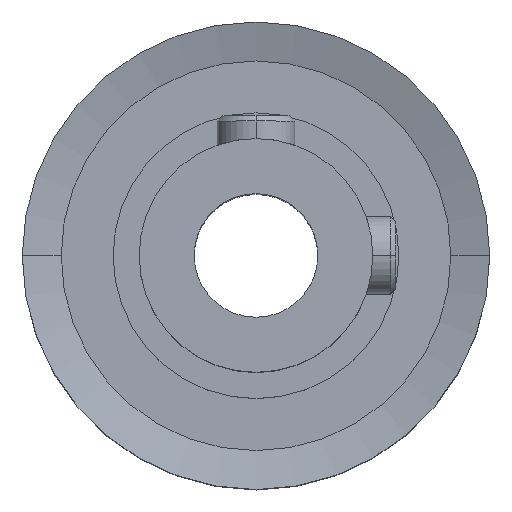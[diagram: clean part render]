
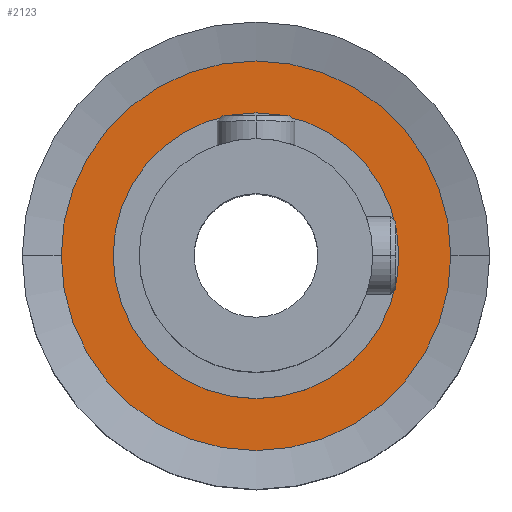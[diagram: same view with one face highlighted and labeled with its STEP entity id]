
A CAD part, top view. The second image highlights one B-rep face of the part: STEP entity #2123.
In plain terms, the highlighted planar face has unit normal (0, 0, 1).
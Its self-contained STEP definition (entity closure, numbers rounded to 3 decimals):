
#180 = EDGE_CURVE ( 'NONE', #402, #2252, #381, .T. ) ;
#276 = DIRECTION ( 'NONE',  ( 0., 0., 1. ) ) ;
#354 = DIRECTION ( 'NONE',  ( 1., 0., 0. ) ) ;
#381 = CIRCLE ( 'NONE', #2794, 7.5 ) ;
#402 = VERTEX_POINT ( 'NONE', #1765 ) ;
#622 = ORIENTED_EDGE ( 'NONE', *, *, #2580, .T. ) ;
#987 = CARTESIAN_POINT ( 'NONE',  ( 0., 0., 10.5 ) ) ;
#1390 = FACE_BOUND ( 'NONE', #7830, .T. ) ;
#1458 = DIRECTION ( 'NONE',  ( 1., 0., 0. ) ) ;
#1515 = DIRECTION ( 'NONE',  ( 1., 0., 0. ) ) ;
#1611 = ORIENTED_EDGE ( 'NONE', *, *, #8607, .F. ) ;
#1697 = DIRECTION ( 'NONE',  ( 1., 0., 0. ) ) ;
#1765 = CARTESIAN_POINT ( 'NONE',  ( 7.5, 0., 10.5 ) ) ;
#2123 = ADVANCED_FACE ( 'NONE', ( #1390, #4100 ), #2671, .F. ) ;
#2252 = VERTEX_POINT ( 'NONE', #6321 ) ;
#2484 = VERTEX_POINT ( 'NONE', #8703 ) ;
#2580 = EDGE_CURVE ( 'NONE', #2252, #402, #5300, .T. ) ;
#2611 = AXIS2_PLACEMENT_3D ( 'NONE', #4891, #3608, #1515 ) ;
#2671 = PLANE ( 'NONE',  #6969 ) ;
#2794 = AXIS2_PLACEMENT_3D ( 'NONE', #6081, #4829, #1458 ) ;
#3016 = CARTESIAN_POINT ( 'NONE',  ( 0., 0., 10.5 ) ) ;
#3405 = ORIENTED_EDGE ( 'NONE', *, *, #5685, .F. ) ;
#3608 = DIRECTION ( 'NONE',  ( 0., 0., 1. ) ) ;
#4100 = FACE_OUTER_BOUND ( 'NONE', #4344, .T. ) ;
#4344 = EDGE_LOOP ( 'NONE', ( #8596, #622 ) ) ;
#4414 = CIRCLE ( 'NONE', #6936, 5.5 ) ;
#4829 = DIRECTION ( 'NONE',  ( 0., 0., 1. ) ) ;
#4856 = CARTESIAN_POINT ( 'NONE',  ( 0., 0., 10.5 ) ) ;
#4891 = CARTESIAN_POINT ( 'NONE',  ( 0., 0., 10.5 ) ) ;
#5179 = CARTESIAN_POINT ( 'NONE',  ( -5.5, 0., 10.5 ) ) ;
#5300 = CIRCLE ( 'NONE', #2611, 7.5 ) ;
#5375 = DIRECTION ( 'NONE',  ( 0., 0., -1. ) ) ;
#5685 = EDGE_CURVE ( 'NONE', #7178, #2484, #4414, .T. ) ;
#6081 = CARTESIAN_POINT ( 'NONE',  ( 0., 0., 10.5 ) ) ;
#6157 = DIRECTION ( 'NONE',  ( -1., 0., 0. ) ) ;
#6321 = CARTESIAN_POINT ( 'NONE',  ( -7.5, 0., 10.5 ) ) ;
#6936 = AXIS2_PLACEMENT_3D ( 'NONE', #987, #276, #1697 ) ;
#6969 = AXIS2_PLACEMENT_3D ( 'NONE', #4856, #5375, #6157 ) ;
#7178 = VERTEX_POINT ( 'NONE', #5179 ) ;
#7646 = CIRCLE ( 'NONE', #8366, 5.5 ) ;
#7830 = EDGE_LOOP ( 'NONE', ( #1611, #3405 ) ) ;
#8366 = AXIS2_PLACEMENT_3D ( 'NONE', #3016, #8496, #354 ) ;
#8496 = DIRECTION ( 'NONE',  ( 0., 0., 1. ) ) ;
#8596 = ORIENTED_EDGE ( 'NONE', *, *, #180, .T. ) ;
#8607 = EDGE_CURVE ( 'NONE', #2484, #7178, #7646, .T. ) ;
#8703 = CARTESIAN_POINT ( 'NONE',  ( 5.5, 0., 10.5 ) ) ;
